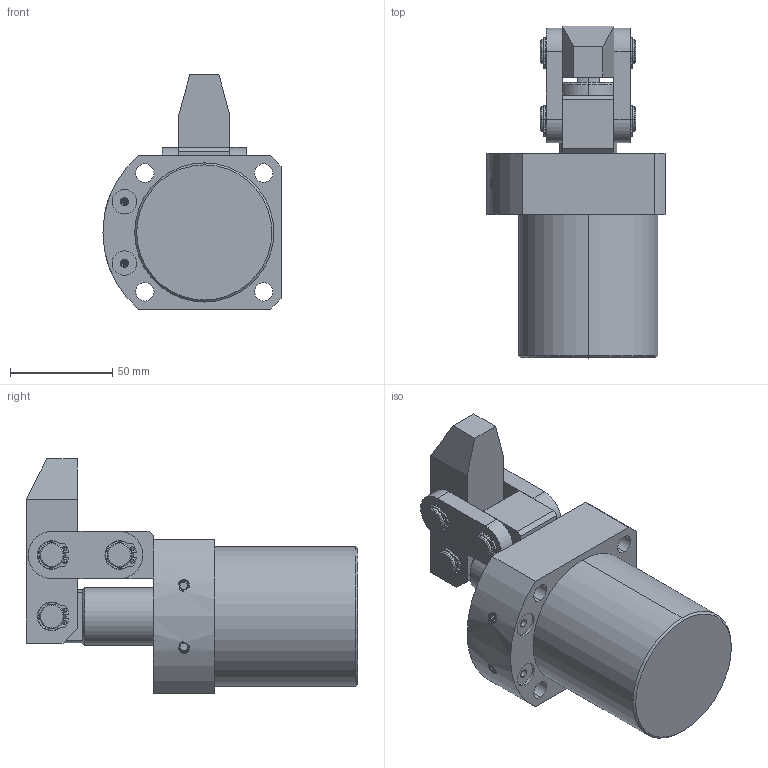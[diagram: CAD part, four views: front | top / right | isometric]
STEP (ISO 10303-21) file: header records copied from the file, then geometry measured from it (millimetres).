
FILE_DESCRIPTION (( 'STEP AP214' ), '1' );
FILE_NAME ('CHLC-FAM50R.STEP', '2019-04-16T03:39:27', ( '' ), ( '' ), 'SwSTEP 2.0', 'SolidWorks 2016', '' );
FILE_SCHEMA (( 'AUTOMOTIVE_DESIGN' ));
Length unit declared in the file: millimetre
Products named in the file (10): CHLC-FAM50-掛极; CHLC-FAM50R; M6LS; CHLC-50-09; CHLC-50-06; CHLC-50-04; CHLC-50-03; YAKUAI; CHLC-50-02; CHLC-50-01
Assembly tree (17 placements, depth 2):
  CHLC-FAM50R
    CHLC-FAM50-掛极
    CHLC-50-01
    CHLC-50-02
    CHLC-50-03  x2
    CHLC-50-04  x2
    CHLC-50-06  x6
    CHLC-50-09
    M6LS  x2
    YAKUAI
Bounding box: 87 x 162 x 114.5 mm (x, y, z)
Volume: 157713.5 mm3; surface area: 98236.9 mm2
Topology: 16 solids, 18 shells, 559 faces, 1457 edges, 953 vertices
Faces by surface type: cylinder 301, plane 137, cone 69, bspline 52
Entity records: 25278 total; most frequent: CARTESIAN_POINT 14600, ORIENTED_EDGE 1904, DIRECTION 1503, EDGE_CURVE 953, VERTEX_POINT 622, AXIS2_PLACEMENT_3D 585, EDGE_LOOP 416, B_SPLINE_CURVE_WITH_KNOTS 369
